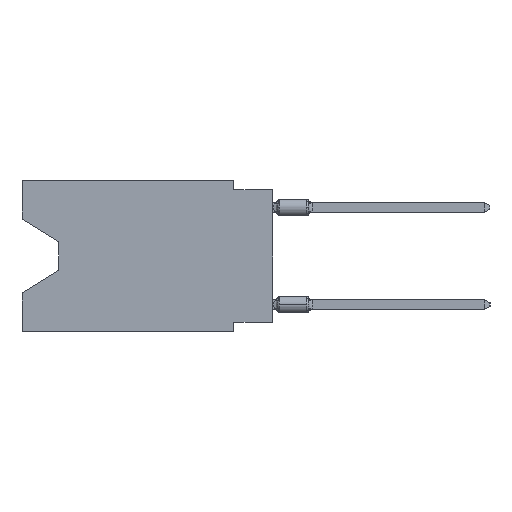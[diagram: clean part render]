
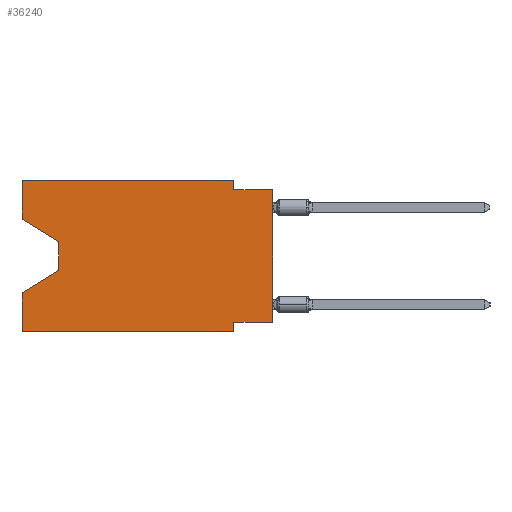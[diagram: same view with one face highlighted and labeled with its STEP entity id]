
A CAD part, left-side view. The second image highlights one B-rep face of the part: STEP entity #36240.
In plain terms, the highlighted planar face has unit normal (-1, 0, 0).
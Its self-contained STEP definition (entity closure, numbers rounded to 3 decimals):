
#308 = CARTESIAN_POINT ( 'NONE',  ( 0., 13.97, -5.893 ) ) ;
#487 = VERTEX_POINT ( 'NONE', #36897 ) ;
#1455 = VERTEX_POINT ( 'NONE', #3531 ) ;
#1961 = VECTOR ( 'NONE', #20870, 1000. ) ;
#2428 = DIRECTION ( 'NONE',  ( 0., 0., -1. ) ) ;
#3531 = CARTESIAN_POINT ( 'NONE',  ( 0., 2.54, -9.906 ) ) ;
#3731 = VECTOR ( 'NONE', #20315, 1000. ) ;
#3906 = CARTESIAN_POINT ( 'NONE',  ( 0., 16.383, -9.906 ) ) ;
#4427 = VERTEX_POINT ( 'NONE', #16083 ) ;
#4577 = VERTEX_POINT ( 'NONE', #10334 ) ;
#4599 = CARTESIAN_POINT ( 'NONE',  ( 0., 13.97, -5.893 ) ) ;
#4719 = EDGE_CURVE ( 'NONE', #34139, #4577, #39365, .T. ) ;
#5722 = CARTESIAN_POINT ( 'NONE',  ( 0., 0., -9.271 ) ) ;
#6712 = ORIENTED_EDGE ( 'NONE', *, *, #31469, .F. ) ;
#7548 = ORIENTED_EDGE ( 'NONE', *, *, #37173, .F. ) ;
#7586 = CARTESIAN_POINT ( 'NONE',  ( 0., 0., -0.635 ) ) ;
#8021 = DIRECTION ( 'NONE',  ( 0., -1., 0. ) ) ;
#8609 = CARTESIAN_POINT ( 'NONE',  ( 0., 16.383, 0. ) ) ;
#9171 = LINE ( 'NONE', #5722, #17152 ) ;
#9305 = ORIENTED_EDGE ( 'NONE', *, *, #44472, .F. ) ;
#10334 = CARTESIAN_POINT ( 'NONE',  ( 0., 0., -0.635 ) ) ;
#10472 = CARTESIAN_POINT ( 'NONE',  ( 0., 2.54, -0.635 ) ) ;
#11435 = VERTEX_POINT ( 'NONE', #21228 ) ;
#12633 = VERTEX_POINT ( 'NONE', #41642 ) ;
#13409 = VECTOR ( 'NONE', #42577, 1000. ) ;
#13412 = VERTEX_POINT ( 'NONE', #33504 ) ;
#14011 = LINE ( 'NONE', #28188, #13409 ) ;
#14632 = DIRECTION ( 'NONE',  ( 0., 0., 1. ) ) ;
#14744 = EDGE_CURVE ( 'NONE', #4427, #32180, #23503, .T. ) ;
#15807 = VECTOR ( 'NONE', #25238, 1000. ) ;
#16083 = CARTESIAN_POINT ( 'NONE',  ( 0., 13.97, -4.013 ) ) ;
#16150 = LINE ( 'NONE', #8609, #38381 ) ;
#17150 = VECTOR ( 'NONE', #18239, 1000. ) ;
#17152 = VECTOR ( 'NONE', #30186, 1000. ) ;
#18192 = EDGE_CURVE ( 'NONE', #487, #12633, #9171, .T. ) ;
#18239 = DIRECTION ( 'NONE',  ( 0., -0.855, -0.519 ) ) ;
#19125 = DIRECTION ( 'NONE',  ( 0., -1., 0. ) ) ;
#19232 = VECTOR ( 'NONE', #30473, 1000. ) ;
#19575 = VERTEX_POINT ( 'NONE', #26990 ) ;
#20315 = DIRECTION ( 'NONE',  ( 0., 0., -1. ) ) ;
#20626 = LINE ( 'NONE', #44414, #19232 ) ;
#20870 = DIRECTION ( 'NONE',  ( 0., -1., 0. ) ) ;
#21206 = DIRECTION ( 'NONE',  ( 1., 0., 0. ) ) ;
#21228 = CARTESIAN_POINT ( 'NONE',  ( 0., 16.383, -2.546 ) ) ;
#21454 = ORIENTED_EDGE ( 'NONE', *, *, #4719, .F. ) ;
#21499 = CARTESIAN_POINT ( 'NONE',  ( 0., 16.383, 0. ) ) ;
#23005 = LINE ( 'NONE', #29383, #34808 ) ;
#23503 = LINE ( 'NONE', #30126, #3731 ) ;
#23715 = EDGE_CURVE ( 'NONE', #19575, #34139, #30341, .T. ) ;
#23752 = FACE_OUTER_BOUND ( 'NONE', #27750, .T. ) ;
#25013 = AXIS2_PLACEMENT_3D ( 'NONE', #34466, #21206, #37906 ) ;
#25117 = ORIENTED_EDGE ( 'NONE', *, *, #25578, .T. ) ;
#25238 = DIRECTION ( 'NONE',  ( 0., 0.855, -0.519 ) ) ;
#25327 = ORIENTED_EDGE ( 'NONE', *, *, #32603, .F. ) ;
#25578 = EDGE_CURVE ( 'NONE', #487, #4577, #20626, .T. ) ;
#25654 = ORIENTED_EDGE ( 'NONE', *, *, #30436, .T. ) ;
#26156 = CARTESIAN_POINT ( 'NONE',  ( 0., 16.383, 0. ) ) ;
#26990 = CARTESIAN_POINT ( 'NONE',  ( 0., 2.54, 0. ) ) ;
#27344 = ORIENTED_EDGE ( 'NONE', *, *, #23715, .F. ) ;
#27750 = EDGE_LOOP ( 'NONE', ( #25654, #41017, #35844, #7548, #29985, #9305, #35867, #25117, #21454, #27344, #6712, #25327 ) ) ;
#28188 = CARTESIAN_POINT ( 'NONE',  ( 0., 16.383, 0. ) ) ;
#28208 = VERTEX_POINT ( 'NONE', #26156 ) ;
#28378 = LINE ( 'NONE', #3906, #1961 ) ;
#28912 = VECTOR ( 'NONE', #2428, 1000. ) ;
#29383 = CARTESIAN_POINT ( 'NONE',  ( 0., 2.54, -9.906 ) ) ;
#29985 = ORIENTED_EDGE ( 'NONE', *, *, #45182, .T. ) ;
#30126 = CARTESIAN_POINT ( 'NONE',  ( 0., 13.97, -4.013 ) ) ;
#30186 = DIRECTION ( 'NONE',  ( 0., 1., 0. ) ) ;
#30341 = LINE ( 'NONE', #45187, #28912 ) ;
#30427 = VECTOR ( 'NONE', #14632, 1000. ) ;
#30436 = EDGE_CURVE ( 'NONE', #11435, #4427, #42250, .T. ) ;
#30473 = DIRECTION ( 'NONE',  ( 0., 0., 1. ) ) ;
#30814 = CARTESIAN_POINT ( 'NONE',  ( 0., 16.383, -7.36 ) ) ;
#31469 = EDGE_CURVE ( 'NONE', #28208, #19575, #16150, .T. ) ;
#31634 = LINE ( 'NONE', #308, #15807 ) ;
#32180 = VERTEX_POINT ( 'NONE', #4599 ) ;
#32603 = EDGE_CURVE ( 'NONE', #11435, #28208, #38433, .T. ) ;
#33504 = CARTESIAN_POINT ( 'NONE',  ( 0., 16.383, -9.906 ) ) ;
#34139 = VERTEX_POINT ( 'NONE', #10472 ) ;
#34466 = CARTESIAN_POINT ( 'NONE',  ( 0., 16.383, 0. ) ) ;
#34808 = VECTOR ( 'NONE', #36023, 1000. ) ;
#35611 = CARTESIAN_POINT ( 'NONE',  ( 0., 16.383, -2.546 ) ) ;
#35844 = ORIENTED_EDGE ( 'NONE', *, *, #44777, .T. ) ;
#35867 = ORIENTED_EDGE ( 'NONE', *, *, #18192, .F. ) ;
#36023 = DIRECTION ( 'NONE',  ( 0., 0., -1. ) ) ;
#36238 = VECTOR ( 'NONE', #8021, 1000. ) ;
#36240 = ADVANCED_FACE ( 'NONE', ( #23752 ), #44546, .F. ) ;
#36259 = VERTEX_POINT ( 'NONE', #30814 ) ;
#36897 = CARTESIAN_POINT ( 'NONE',  ( 0., 0., -9.271 ) ) ;
#37173 = EDGE_CURVE ( 'NONE', #13412, #36259, #14011, .T. ) ;
#37906 = DIRECTION ( 'NONE',  ( 0., 0., -1. ) ) ;
#38381 = VECTOR ( 'NONE', #19125, 1000. ) ;
#38433 = LINE ( 'NONE', #21499, #30427 ) ;
#39365 = LINE ( 'NONE', #7586, #36238 ) ;
#41017 = ORIENTED_EDGE ( 'NONE', *, *, #14744, .T. ) ;
#41642 = CARTESIAN_POINT ( 'NONE',  ( 0., 2.54, -9.271 ) ) ;
#42250 = LINE ( 'NONE', #35611, #17150 ) ;
#42577 = DIRECTION ( 'NONE',  ( 0., 0., 1. ) ) ;
#44414 = CARTESIAN_POINT ( 'NONE',  ( 0., 0., 0. ) ) ;
#44472 = EDGE_CURVE ( 'NONE', #12633, #1455, #23005, .T. ) ;
#44546 = PLANE ( 'NONE',  #25013 ) ;
#44777 = EDGE_CURVE ( 'NONE', #32180, #36259, #31634, .T. ) ;
#45182 = EDGE_CURVE ( 'NONE', #13412, #1455, #28378, .T. ) ;
#45187 = CARTESIAN_POINT ( 'NONE',  ( 0., 2.54, 0. ) ) ;
